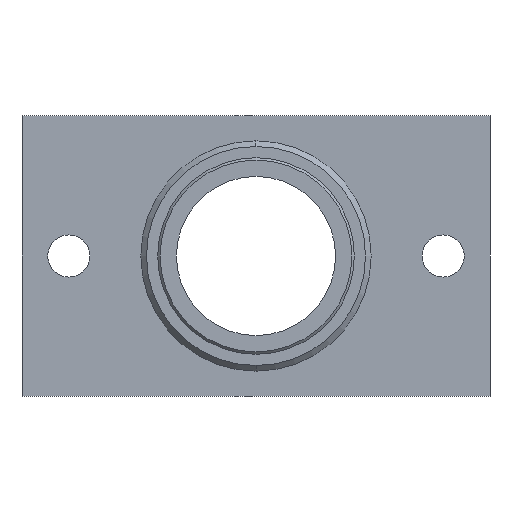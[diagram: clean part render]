
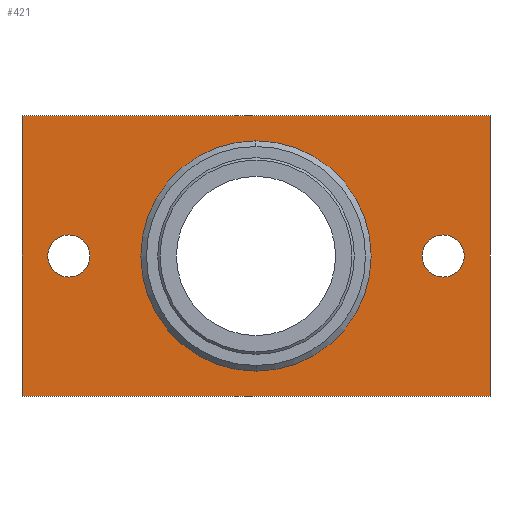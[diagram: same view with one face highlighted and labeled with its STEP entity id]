
A CAD part, front view. The second image highlights one B-rep face of the part: STEP entity #421.
In plain terms, the highlighted planar face has unit normal (0, -1, 0).
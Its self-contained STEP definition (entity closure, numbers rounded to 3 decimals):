
#338 = VERTEX_POINT ( 'NONE', #656 ) ;
#339 = VERTEX_POINT ( 'NONE', #661 ) ;
#341 = VERTEX_POINT ( 'NONE', #647 ) ;
#342 = EDGE_CURVE ( 'NONE', #338, #339, #645, .T. ) ;
#343 = EDGE_LOOP ( 'NONE', ( #365, #364 ) ) ;
#344 = EDGE_CURVE ( 'NONE', #341, #338, #817, .T. ) ;
#345 = EDGE_CURVE ( 'NONE', #456, #349, #651, .T. ) ;
#349 = VERTEX_POINT ( 'NONE', #807 ) ;
#359 = ORIENTED_EDGE ( 'NONE', *, *, #344, .F. ) ;
#360 = EDGE_LOOP ( 'NONE', ( #361, #362 ) ) ;
#361 = ORIENTED_EDGE ( 'NONE', *, *, #345, .T. ) ;
#362 = ORIENTED_EDGE ( 'NONE', *, *, #474, .T. ) ;
#363 = EDGE_CURVE ( 'NONE', #373, #459, #793, .T. ) ;
#364 = ORIENTED_EDGE ( 'NONE', *, *, #464, .T. ) ;
#365 = ORIENTED_EDGE ( 'NONE', *, *, #363, .T. ) ;
#373 = VERTEX_POINT ( 'NONE', #738 ) ;
#420 = ORIENTED_EDGE ( 'NONE', *, *, #342, .F. ) ;
#421 = ADVANCED_FACE ( 'NONE', ( #850, #841, #822, #887 ), #856, .F. ) ;
#422 = EDGE_CURVE ( 'NONE', #484, #341, #846, .T. ) ;
#423 = ORIENTED_EDGE ( 'NONE', *, *, #544, .T. ) ;
#424 = EDGE_LOOP ( 'NONE', ( #425, #426, #420, #359 ) ) ;
#425 = ORIENTED_EDGE ( 'NONE', *, *, #422, .F. ) ;
#426 = ORIENTED_EDGE ( 'NONE', *, *, #427, .F. ) ;
#427 = EDGE_CURVE ( 'NONE', #339, #484, #847, .T. ) ;
#438 = VERTEX_POINT ( 'NONE', #861 ) ;
#456 = VERTEX_POINT ( 'NONE', #890 ) ;
#459 = VERTEX_POINT ( 'NONE', #909 ) ;
#464 = EDGE_CURVE ( 'NONE', #459, #373, #958, .T. ) ;
#468 = EDGE_LOOP ( 'NONE', ( #423, #479 ) ) ;
#473 = EDGE_CURVE ( 'NONE', #438, #529, #930, .T. ) ;
#474 = EDGE_CURVE ( 'NONE', #349, #456, #941, .T. ) ;
#479 = ORIENTED_EDGE ( 'NONE', *, *, #473, .T. ) ;
#484 = VERTEX_POINT ( 'NONE', #946 ) ;
#529 = VERTEX_POINT ( 'NONE', #1049 ) ;
#544 = EDGE_CURVE ( 'NONE', #529, #438, #1018, .T. ) ;
#642 = VECTOR ( 'NONE', #819, 1000. ) ;
#643 = CARTESIAN_POINT ( 'NONE',  ( 25., -1.2, -15. ) ) ;
#645 = LINE ( 'NONE', #643, #642 ) ;
#646 = CARTESIAN_POINT ( 'NONE',  ( -20., -1.2, 0. ) ) ;
#647 = CARTESIAN_POINT ( 'NONE',  ( -25., -1.2, 15. ) ) ;
#651 = CIRCLE ( 'NONE', #818, 2.25 ) ;
#656 = CARTESIAN_POINT ( 'NONE',  ( 25., -1.2, 15. ) ) ;
#661 = CARTESIAN_POINT ( 'NONE',  ( 25., -1.2, -15. ) ) ;
#738 = CARTESIAN_POINT ( 'NONE',  ( 20., -1.2, 2.25 ) ) ;
#751 = DIRECTION ( 'NONE',  ( 0., 0., 1. ) ) ;
#752 = DIRECTION ( 'NONE',  ( 0., 1., 0. ) ) ;
#756 = AXIS2_PLACEMENT_3D ( 'NONE', #761, #752, #751 ) ;
#761 = CARTESIAN_POINT ( 'NONE',  ( 20., -1.2, 0. ) ) ;
#793 = CIRCLE ( 'NONE', #756, 2.25 ) ;
#807 = CARTESIAN_POINT ( 'NONE',  ( -20., -1.2, -2.25 ) ) ;
#809 = DIRECTION ( 'NONE',  ( 0., 0., 1. ) ) ;
#810 = DIRECTION ( 'NONE',  ( 0., 1., 0. ) ) ;
#814 = DIRECTION ( 'NONE',  ( 1., 0., 0. ) ) ;
#815 = VECTOR ( 'NONE', #814, 1000. ) ;
#816 = CARTESIAN_POINT ( 'NONE',  ( -25., -1.2, 15. ) ) ;
#817 = LINE ( 'NONE', #816, #815 ) ;
#818 = AXIS2_PLACEMENT_3D ( 'NONE', #646, #810, #809 ) ;
#819 = DIRECTION ( 'NONE',  ( 0., 0., -1. ) ) ;
#822 = FACE_BOUND ( 'NONE', #360, .T. ) ;
#840 = AXIS2_PLACEMENT_3D ( 'NONE', #874, #873, #848 ) ;
#841 = FACE_OUTER_BOUND ( 'NONE', #424, .T. ) ;
#843 = DIRECTION ( 'NONE',  ( 0., 0., 1. ) ) ;
#844 = VECTOR ( 'NONE', #843, 1000. ) ;
#845 = CARTESIAN_POINT ( 'NONE',  ( -25., -1.2, -15. ) ) ;
#846 = LINE ( 'NONE', #845, #844 ) ;
#847 = LINE ( 'NONE', #869, #868 ) ;
#848 = DIRECTION ( 'NONE',  ( 0., 0., 1. ) ) ;
#850 = FACE_BOUND ( 'NONE', #468, .T. ) ;
#856 = PLANE ( 'NONE',  #840 ) ;
#861 = CARTESIAN_POINT ( 'NONE',  ( 0., -1.2, -12.3 ) ) ;
#867 = DIRECTION ( 'NONE',  ( -1., 0., 0. ) ) ;
#868 = VECTOR ( 'NONE', #867, 1000. ) ;
#869 = CARTESIAN_POINT ( 'NONE',  ( -25., -1.2, -15. ) ) ;
#873 = DIRECTION ( 'NONE',  ( 0., 1., 0. ) ) ;
#874 = CARTESIAN_POINT ( 'NONE',  ( 0., -1.2, 0. ) ) ;
#887 = FACE_BOUND ( 'NONE', #343, .T. ) ;
#890 = CARTESIAN_POINT ( 'NONE',  ( -20., -1.2, 2.25 ) ) ;
#909 = CARTESIAN_POINT ( 'NONE',  ( 20., -1.2, -2.25 ) ) ;
#926 = CARTESIAN_POINT ( 'NONE',  ( -20., -1.2, 0. ) ) ;
#927 = DIRECTION ( 'NONE',  ( 0., 0., 1. ) ) ;
#928 = DIRECTION ( 'NONE',  ( 0., 1., 0. ) ) ;
#929 = CARTESIAN_POINT ( 'NONE',  ( 0., -1.2, 0. ) ) ;
#930 = CIRCLE ( 'NONE', #933, 12.3 ) ;
#933 = AXIS2_PLACEMENT_3D ( 'NONE', #929, #928, #927 ) ;
#934 = DIRECTION ( 'NONE',  ( 0., 0., 1. ) ) ;
#936 = DIRECTION ( 'NONE',  ( 0., 1., 0. ) ) ;
#937 = CARTESIAN_POINT ( 'NONE',  ( 20., -1.2, 0. ) ) ;
#941 = CIRCLE ( 'NONE', #945, 2.25 ) ;
#945 = AXIS2_PLACEMENT_3D ( 'NONE', #926, #976, #975 ) ;
#946 = CARTESIAN_POINT ( 'NONE',  ( -25., -1.2, -15. ) ) ;
#958 = CIRCLE ( 'NONE', #977, 2.25 ) ;
#975 = DIRECTION ( 'NONE',  ( 0., 0., 1. ) ) ;
#976 = DIRECTION ( 'NONE',  ( 0., 1., 0. ) ) ;
#977 = AXIS2_PLACEMENT_3D ( 'NONE', #937, #936, #934 ) ;
#1014 = DIRECTION ( 'NONE',  ( 0., 0., 1. ) ) ;
#1015 = DIRECTION ( 'NONE',  ( 0., 1., 0. ) ) ;
#1016 = CARTESIAN_POINT ( 'NONE',  ( 0., -1.2, 0. ) ) ;
#1017 = AXIS2_PLACEMENT_3D ( 'NONE', #1016, #1015, #1014 ) ;
#1018 = CIRCLE ( 'NONE', #1017, 12.3 ) ;
#1049 = CARTESIAN_POINT ( 'NONE',  ( 0., -1.2, 12.3 ) ) ;
